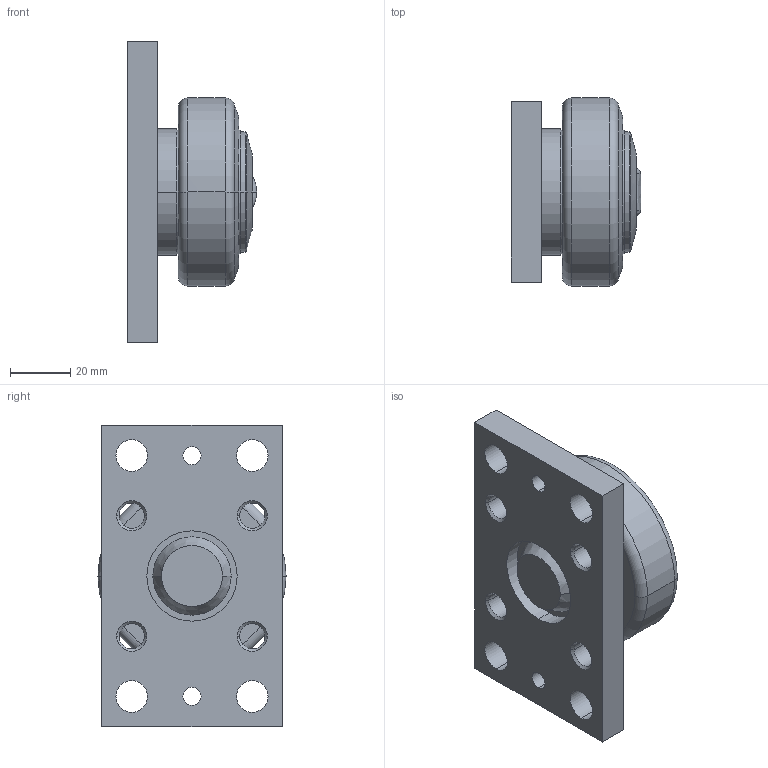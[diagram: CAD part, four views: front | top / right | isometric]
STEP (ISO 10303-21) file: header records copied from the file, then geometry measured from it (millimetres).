
FILE_DESCRIPTION(('STEP AP203'),'1');
FILE_NAME('4_072_ap0.stp','2025-01-20T15:39:40',('TraceParts'),('TraceParts S.A.'),'Spatial InterOp 3D',' ',' ');
FILE_SCHEMA(('CONFIG_CONTROL_DESIGN'));
Length unit declared in the file: millimetre
Products named in the file (1): 1
Bounding box: 43 x 62.49 x 100 mm (x, y, z)
Volume: 126054.2 mm3; surface area: 25665.3 mm2
Topology: 1 solids, 1 shells, 91 faces, 213 edges, 133 vertices
Faces by surface type: cylinder 34, cone 22, plane 20, torus 12, bspline 3
Entity records: 2815 total; most frequent: CARTESIAN_POINT 557, DIRECTION 510, ORIENTED_EDGE 426, AXIS2_PLACEMENT_3D 214, EDGE_CURVE 213, VERTEX_POINT 133, CIRCLE 125, EDGE_LOOP 120
